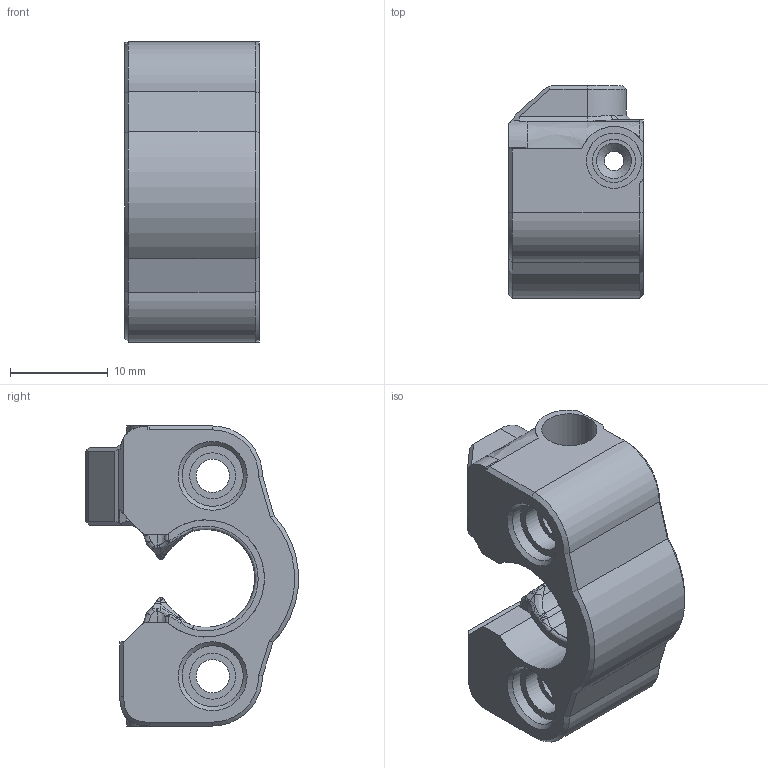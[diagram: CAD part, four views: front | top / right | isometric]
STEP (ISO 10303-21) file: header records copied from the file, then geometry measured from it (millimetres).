
FILE_DESCRIPTION(/* description */ ('STEP AP242','CAx-IF Rec.Pracs.---Representation and Presentation of Product Manufacturing Information (PMI)---4.0---2014-10-13','CAx-IF Rec.Pracs.---3D Tessellated Geometry---0.4---2014-09-14','2;1'),/* implementation_level */ '2;1');
FILE_NAME(/* name */ '62e1ecd45895ab07d505b469',/* time_stamp */ '2022-07-28T01:56:36+00:00',/* author */ (''),/* organization */ (''),/* preprocessor_version */ 'ST-DEVELOPER v18.102',/* originating_system */ ' ',/* authorisation */ ' ');
FILE_SCHEMA (('AP242_MANAGED_MODEL_BASED_3D_ENGINEERING_MIM_LF { 1 0 10303 442 1 1 4 }'));
Length unit declared in the file: metre
Products named in the file (1): Main Body - Core
Bounding box: 13.8 x 21.77 x 30.7 mm (x, y, z)
Volume: 4181.8 mm3; surface area: 3048.1 mm2
Topology: 1 solids, 4 shells, 228 faces, 559 edges, 341 vertices
Faces by surface type: plane 89, bspline 75, cylinder 43, cone 18, torus 3
Full cylindrical faces by diameter (mm): 2 x2, 3.4 x2, 3.6 x1, 4.4 x2, 4.7 x3, 5.65 x2, 6.25 x2
Entity records: 9323 total; most frequent: CARTESIAN_POINT 4731, ORIENTED_EDGE 1054, DIRECTION 696, EDGE_CURVE 527, VERTEX_POINT 337, FACE_BOUND 266, EDGE_LOOP 264, AXIS2_PLACEMENT_3D 246
